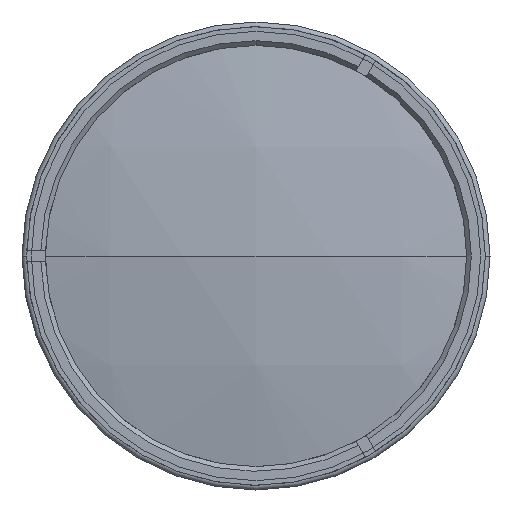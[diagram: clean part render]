
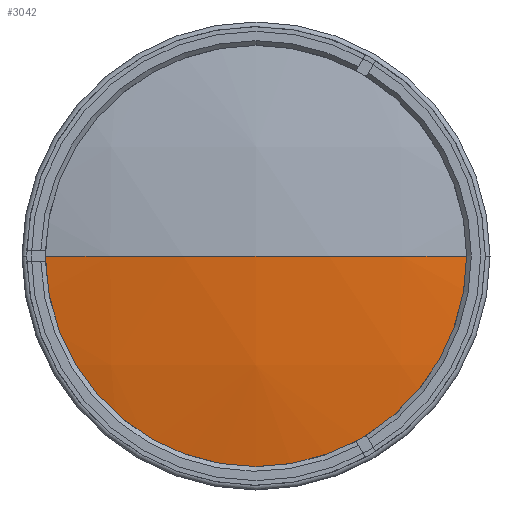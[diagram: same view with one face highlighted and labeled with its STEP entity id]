
A CAD part, left-side view. The second image highlights one B-rep face of the part: STEP entity #3042.
In plain terms, the highlighted spherical face has radius 224 mm.
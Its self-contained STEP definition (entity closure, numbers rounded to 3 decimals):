
#14 = CIRCLE ( 'NONE', #4379, 224. ) ;
#49 = ORIENTED_EDGE ( 'NONE', *, *, #2505, .T. ) ;
#158 = CARTESIAN_POINT ( 'NONE',  ( 36.615, 0., 0. ) ) ;
#326 = AXIS2_PLACEMENT_3D ( 'NONE', #2303, #1458, #4939 ) ;
#629 = CARTESIAN_POINT ( 'NONE',  ( 36.615, 0., 0. ) ) ;
#720 = DIRECTION ( 'NONE',  ( 0., 0., -1. ) ) ;
#914 = CARTESIAN_POINT ( 'NONE',  ( -182.505, 46.5, 0. ) ) ;
#1065 = DIRECTION ( 'NONE',  ( 0., -1., 0. ) ) ;
#1336 = VERTEX_POINT ( 'NONE', #2692 ) ;
#1458 = DIRECTION ( 'NONE',  ( -1., 0., 0. ) ) ;
#1469 = EDGE_LOOP ( 'NONE', ( #49, #5467, #4655 ) ) ;
#1802 = VERTEX_POINT ( 'NONE', #914 ) ;
#1920 = CARTESIAN_POINT ( 'NONE',  ( 36.615, 0., 0. ) ) ;
#2303 = CARTESIAN_POINT ( 'NONE',  ( -182.505, 0., 0. ) ) ;
#2345 = DIRECTION ( 'NONE',  ( 0., 1., 0. ) ) ;
#2376 = VERTEX_POINT ( 'NONE', #3214 ) ;
#2466 = CIRCLE ( 'NONE', #4190, 224. ) ;
#2505 = EDGE_CURVE ( 'NONE', #1802, #2376, #4735, .T. ) ;
#2554 = SPHERICAL_SURFACE ( 'NONE', #3985, 224. ) ;
#2692 = CARTESIAN_POINT ( 'NONE',  ( -187.385, 0., 0. ) ) ;
#2969 = FACE_OUTER_BOUND ( 'NONE', #1469, .T. ) ;
#2994 = EDGE_CURVE ( 'NONE', #2376, #1336, #14, .T. ) ;
#3042 = ADVANCED_FACE ( 'NONE', ( #2969 ), #2554, .T. ) ;
#3214 = CARTESIAN_POINT ( 'NONE',  ( -182.505, -46.5, 0. ) ) ;
#3644 = DIRECTION ( 'NONE',  ( 0., 0., 1. ) ) ;
#3730 = DIRECTION ( 'NONE',  ( 0., 1., 0. ) ) ;
#3974 = EDGE_CURVE ( 'NONE', #1802, #1336, #2466, .T. ) ;
#3985 = AXIS2_PLACEMENT_3D ( 'NONE', #158, #720, #3730 ) ;
#4190 = AXIS2_PLACEMENT_3D ( 'NONE', #629, #3644, #1065 ) ;
#4379 = AXIS2_PLACEMENT_3D ( 'NONE', #1920, #4958, #2345 ) ;
#4655 = ORIENTED_EDGE ( 'NONE', *, *, #3974, .F. ) ;
#4735 = CIRCLE ( 'NONE', #326, 46.5 ) ;
#4939 = DIRECTION ( 'NONE',  ( 0., 0., 1. ) ) ;
#4958 = DIRECTION ( 'NONE',  ( 0., 0., -1. ) ) ;
#5467 = ORIENTED_EDGE ( 'NONE', *, *, #2994, .T. ) ;
